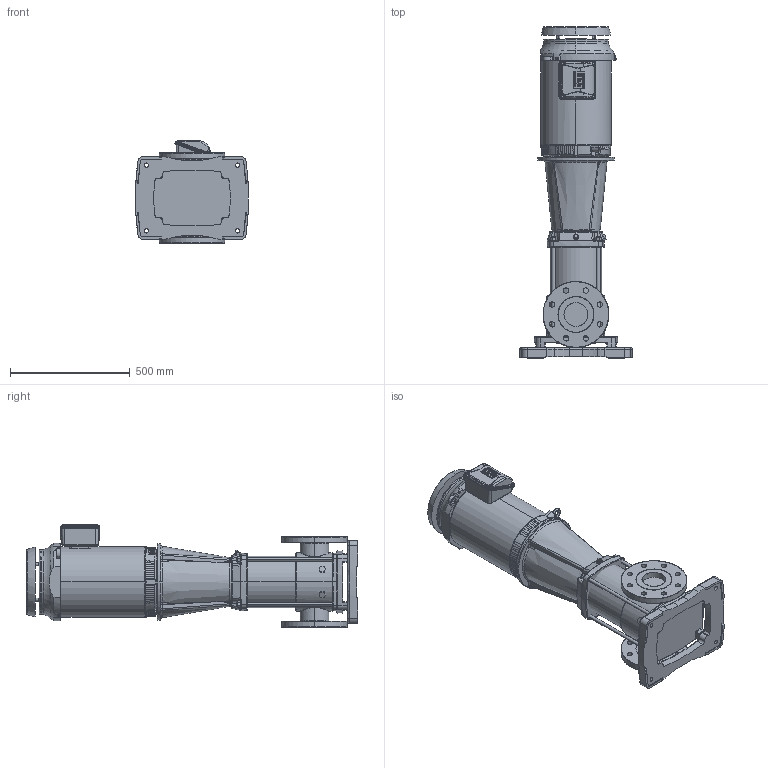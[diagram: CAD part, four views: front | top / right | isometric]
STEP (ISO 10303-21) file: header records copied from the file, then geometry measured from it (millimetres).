
FILE_DESCRIPTION (( 'STEP AP203' ), '1' );
FILE_NAME ('3303154 - MVI-600-1_1-20 HP-254TC-304-E-230_460~3.step', '2022-03-30T20:17:32', ( '' ), ( '' ), 'SwSTEP 2.0', 'SolidWorks 2021', '' );
FILE_SCHEMA (( 'CONFIG_CONTROL_DESIGN' ));
Length unit declared in the file: inch
Products named in the file (5): 2700102 - NEMA V2 20 HP 254_6TC 208-230_460~3 TEFC; 3303154 - MVI-600-1_1-20 HP-254TC-304-E-230_460~3; MVI PEO - [304-EPDM]_3304154 - MVI-600-1_1-20 HP-254TC-304-E-S; TEFC MOTOR_2700102 - NEMA V2 20 HP 254_6TC 208-230_460~3 TEFC; SBI(N)120-1-1
Assembly tree (4 placements, depth 3):
  3303154 - MVI-600-1_1-20 HP-254TC-304-E-230_460~3
    MVI PEO - [304-EPDM]_3304154 - MVI-600-1_1-20 HP-254TC-304-E-S
      SBI(N)120-1-1
    TEFC MOTOR_2700102 - NEMA V2 20 HP 254_6TC 208-230_460~3 TEFC
      2700102 - NEMA V2 20 HP 254_6TC 208-230_460~3 TEFC
Bounding box: 471.31 x 1384.3 x 429.99 mm (x, y, z)
Volume: 79386811.3 mm3; surface area: 2832153.9 mm2
Topology: 8 solids, 37 shells, 5963 faces, 15726 edges, 10303 vertices
Faces by surface type: plane 2925, cylinder 2272, bspline 367, cone 281, torus 115, sphere 3
Entity records: 230397 total; most frequent: CARTESIAN_POINT 83015, ORIENTED_EDGE 31362, DIRECTION 29969, EDGE_CURVE 15681, AXIS2_PLACEMENT_3D 10599, VERTEX_POINT 10303, LINE 8771, VECTOR 8771
